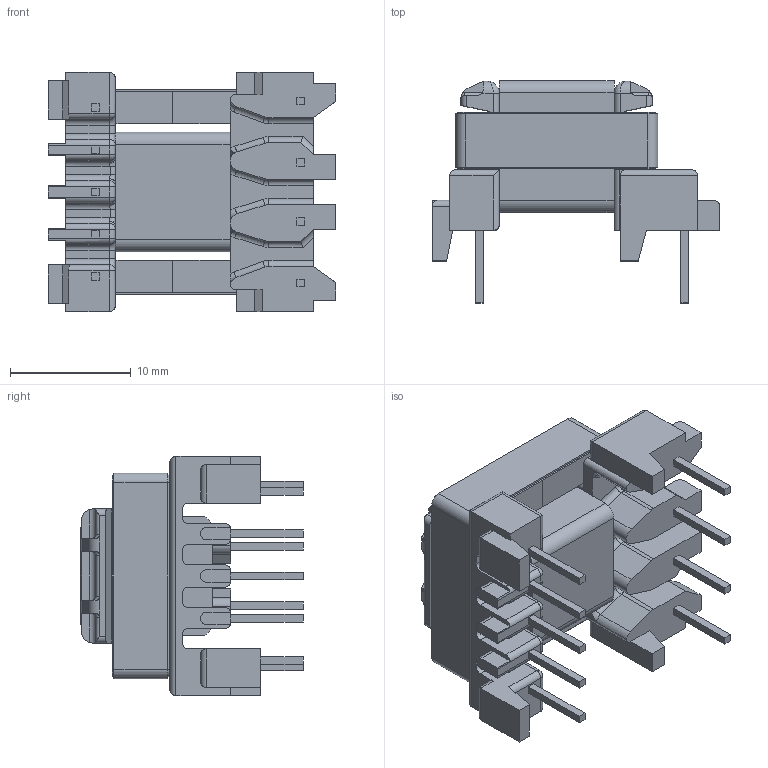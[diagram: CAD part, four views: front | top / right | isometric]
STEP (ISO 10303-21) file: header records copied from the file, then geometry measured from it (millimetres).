
FILE_DESCRIPTION (( 'STEP AP214' ), '1' );
FILE_NAME ('EE16-8-5_5280.STEP', '2019-01-31T16:33:39', ( '' ), ( '' ), 'SwSTEP 2.0', 'SolidWorks 2017', '' );
FILE_SCHEMA (( 'AUTOMOTIVE_DESIGN' ));
Length unit declared in the file: millimetre
Products named in the file (5): 070-5280_coil; 070-5280_6D; EE16-8-5_5280; 440-9989-1411; 150-1411_6A
Assembly tree (5 placements, depth 2):
  EE16-8-5_5280
    070-5280_6D
    070-5280_coil
    150-1411_6A  x2
    440-9989-1411
Bounding box: 23.81 x 18.4 x 19.8 mm (x, y, z)
Volume: 2826.5 mm3; surface area: 4592.3 mm2
Topology: 5 solids, 5 shells, 426 faces, 1122 edges, 700 vertices
Faces by surface type: plane 229, cylinder 151, torus 28, bspline 10, sphere 8
Entity records: 13829 total; most frequent: CARTESIAN_POINT 2768, ORIENTED_EDGE 2132, DIRECTION 2072, EDGE_CURVE 1066, VECTOR 712, LINE 712, AXIS2_PLACEMENT_3D 680, VERTEX_POINT 672
